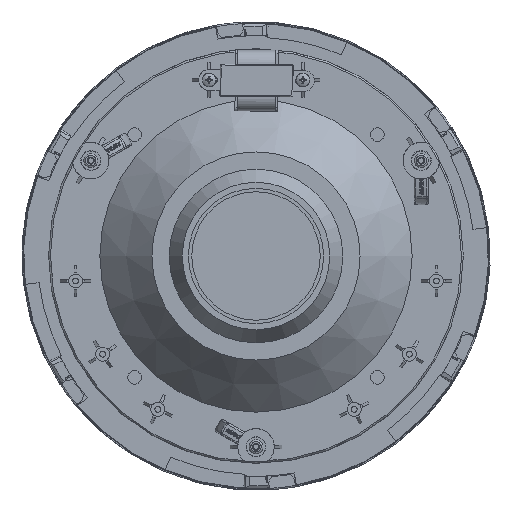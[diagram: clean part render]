
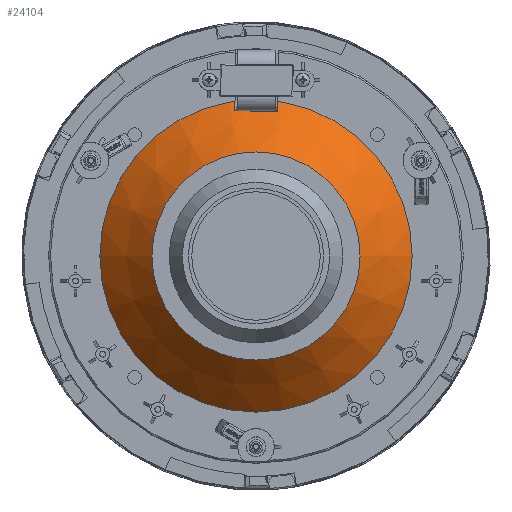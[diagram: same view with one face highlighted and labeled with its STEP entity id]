
A CAD part, front view. The second image highlights one B-rep face of the part: STEP entity #24104.
In plain terms, the highlighted conical face has half-angle 43.152 degrees and reference radius 75 mm.
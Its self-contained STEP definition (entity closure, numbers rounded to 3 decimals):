
#298=CONICAL_SURFACE('',#25850,75.,0.753);
#1748=FACE_OUTER_BOUND('',#3145,.T.);
#3145=EDGE_LOOP('',(#17021,#17022,#17023,#17024));
#4651=CIRCLE('',#25848,90.);
#4653=CIRCLE('',#25851,60.);
#5812=LINE('',#37459,#7766);
#7766=VECTOR('',#29185,75.);
#9869=VERTEX_POINT('',#37452);
#9871=VERTEX_POINT('',#37458);
#12595=EDGE_CURVE('',#9869,#9869,#4651,.T.);
#12598=EDGE_CURVE('',#9869,#9871,#5812,.T.);
#12599=EDGE_CURVE('',#9871,#9871,#4653,.T.);
#17021=ORIENTED_EDGE('',*,*,#12595,.T.);
#17022=ORIENTED_EDGE('',*,*,#12598,.T.);
#17023=ORIENTED_EDGE('',*,*,#12599,.F.);
#17024=ORIENTED_EDGE('',*,*,#12598,.F.);
#24104=ADVANCED_FACE('',(#1748),#298,.T.);
#25848=AXIS2_PLACEMENT_3D('',#37453,#29178,#29179);
#25850=AXIS2_PLACEMENT_3D('',#37457,#29183,#29184);
#25851=AXIS2_PLACEMENT_3D('',#37460,#29186,#29187);
#29178=DIRECTION('center_axis',(0.,-1.,0.));
#29179=DIRECTION('ref_axis',(-1.,0.,0.));
#29183=DIRECTION('center_axis',(0.,1.,0.));
#29184=DIRECTION('ref_axis',(1.,0.,0.));
#29185=DIRECTION('',(0.684,-0.73,0.));
#29186=DIRECTION('center_axis',(0.,-1.,0.));
#29187=DIRECTION('ref_axis',(1.,0.,0.));
#37452=CARTESIAN_POINT('',(-90.,-10.,0.));
#37453=CARTESIAN_POINT('Origin',(0.,-10.,0.));
#37457=CARTESIAN_POINT('Origin',(0.,-26.,0.));
#37458=CARTESIAN_POINT('',(-60.,-42.,0.));
#37459=CARTESIAN_POINT('',(-75.,-26.,0.));
#37460=CARTESIAN_POINT('Origin',(0.,-42.,0.));
